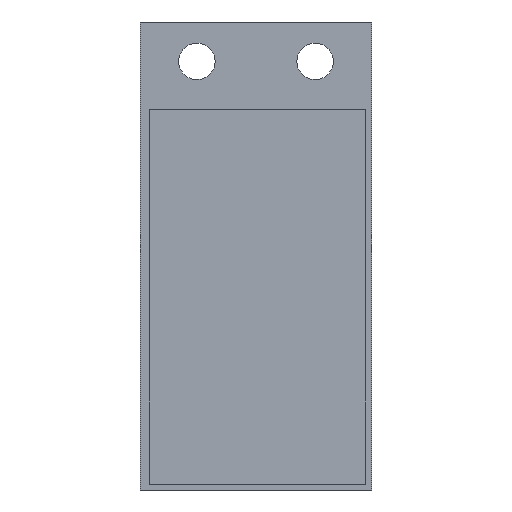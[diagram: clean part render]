
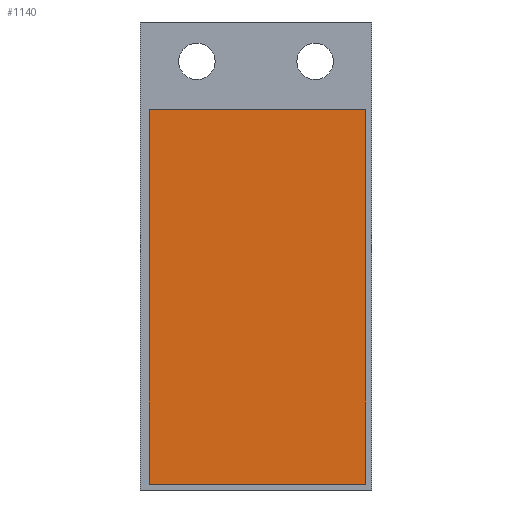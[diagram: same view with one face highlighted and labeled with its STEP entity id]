
A CAD part, left-side view. The second image highlights one B-rep face of the part: STEP entity #1140.
In plain terms, the highlighted planar face has unit normal (-1, 0, 0).
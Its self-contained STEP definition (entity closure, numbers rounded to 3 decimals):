
#297=DIRECTION('',(0.,1.,0.));
#298=VECTOR('',#297,22.);
#299=CARTESIAN_POINT('',(-1.,-22.9,-46.9));
#300=LINE('',#299,#298);
#301=DIRECTION('',(0.,0.,1.));
#302=VECTOR('',#301,38.);
#303=CARTESIAN_POINT('',(-1.,-0.9,-46.9));
#304=LINE('',#303,#302);
#305=DIRECTION('',(0.,-1.,0.));
#306=VECTOR('',#305,22.);
#307=CARTESIAN_POINT('',(-1.,-0.9,-8.9));
#308=LINE('',#307,#306);
#309=DIRECTION('',(0.,0.,-1.));
#310=VECTOR('',#309,38.);
#311=CARTESIAN_POINT('',(-1.,-22.9,-8.9));
#312=LINE('',#311,#310);
#393=CARTESIAN_POINT('',(-1.,-0.9,-46.9));
#394=VERTEX_POINT('',#393);
#395=CARTESIAN_POINT('',(-1.,-22.9,-46.9));
#396=VERTEX_POINT('',#395);
#397=CARTESIAN_POINT('',(-1.,-22.9,-8.9));
#398=VERTEX_POINT('',#397);
#399=CARTESIAN_POINT('',(-1.,-0.9,-8.9));
#400=VERTEX_POINT('',#399);
#1129=CARTESIAN_POINT('',(-1.,-11.9,-27.9));
#1130=DIRECTION('',(1.,0.,0.));
#1131=DIRECTION('',(0.,0.,1.));
#1132=AXIS2_PLACEMENT_3D('',#1129,#1130,#1131);
#1133=PLANE('',#1132);
#1134=ORIENTED_EDGE('',*,*,#1059,.T.);
#1135=ORIENTED_EDGE('',*,*,#1085,.T.);
#1136=ORIENTED_EDGE('',*,*,#1110,.T.);
#1137=ORIENTED_EDGE('',*,*,#1032,.T.);
#1138=EDGE_LOOP('',(#1134,#1135,#1136,#1137));
#1139=FACE_OUTER_BOUND('',#1138,.F.);
#1140=ADVANCED_FACE('',(#1139),#1133,.F.);
#1032=EDGE_CURVE('',#398,#396,#312,.T.);
#1059=EDGE_CURVE('',#396,#394,#300,.T.);
#1085=EDGE_CURVE('',#394,#400,#304,.T.);
#1110=EDGE_CURVE('',#400,#398,#308,.T.);
